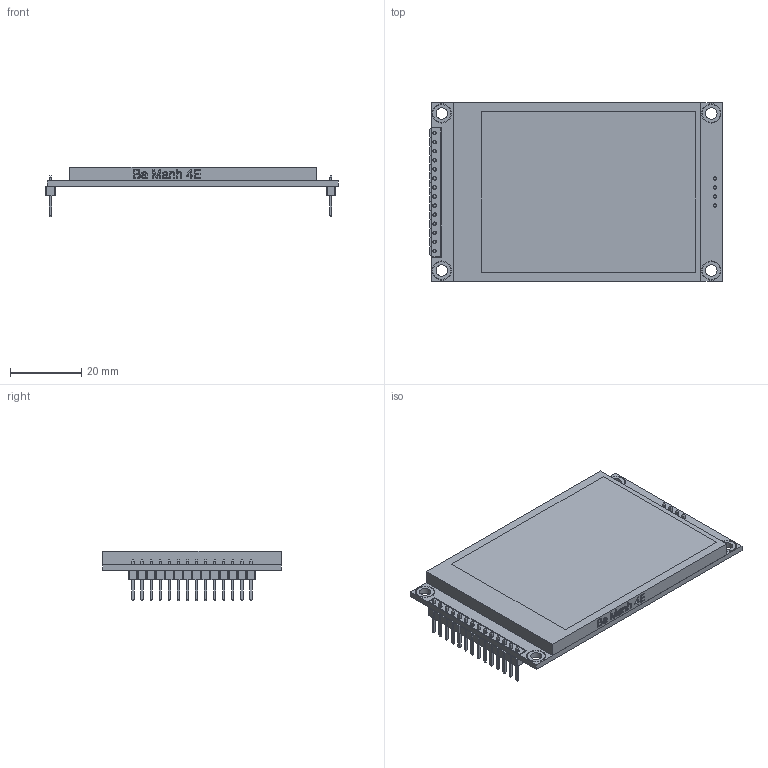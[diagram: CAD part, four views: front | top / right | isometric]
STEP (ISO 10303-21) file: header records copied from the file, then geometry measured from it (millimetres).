
FILE_DESCRIPTION(/* description */ (''),/* implementation_level */ '2;1');
FILE_NAME(/* name */ 'TFT LCD 2.8inch ILI9341.step',/* time_stamp */ '2024-02-24T00:47:24+07:00',/* author */ (''),/* organization */ (''),/* preprocessor_version */ 'ST-DEVELOPER v20',/* originating_system */ 'Autodesk Translation Framework v12.20.1.177',/* authorisation */ '');
FILE_SCHEMA (('AUTOMOTIVE_DESIGN { 1 0 10303 214 3 1 1 }'));
Length unit declared in the file: millimetre
Products named in the file (5): TFT LCD 2.8inch ILI9341; 14x1_Pin_Header_2.54mm; 1x1_Pin_Header_2.54mm; 04x1_Pin_Header_2.54mm; 1x1_Pin_Header_2.54mm_1
Assembly tree (20 placements, depth 3):
  TFT LCD 2.8inch ILI9341
    14x1_Pin_Header_2.54mm
      1x1_Pin_Header_2.54mm  x14
    04x1_Pin_Header_2.54mm
      1x1_Pin_Header_2.54mm_1  x4
Bounding box: 81.81 x 50.01 x 13.9 mm (x, y, z)
Volume: 19914.1 mm3; surface area: 19543.8 mm2
Topology: 38 solids, 38 shells, 1518 faces, 4074 edges, 2668 vertices
Faces by surface type: plane 1377, bspline 111, cylinder 30
Full cylindrical faces by diameter (mm): 1 x18, 3.2 x4, 5 x4, 5.4 x4
Entity records: 35716 total; most frequent: CARTESIAN_POINT 8060, ORIENTED_EDGE 6100, DIRECTION 4856, EDGE_CURVE 3050, LINE 2768, VECTOR 2768, VERTEX_POINT 2028, EDGE_LOOP 1144
